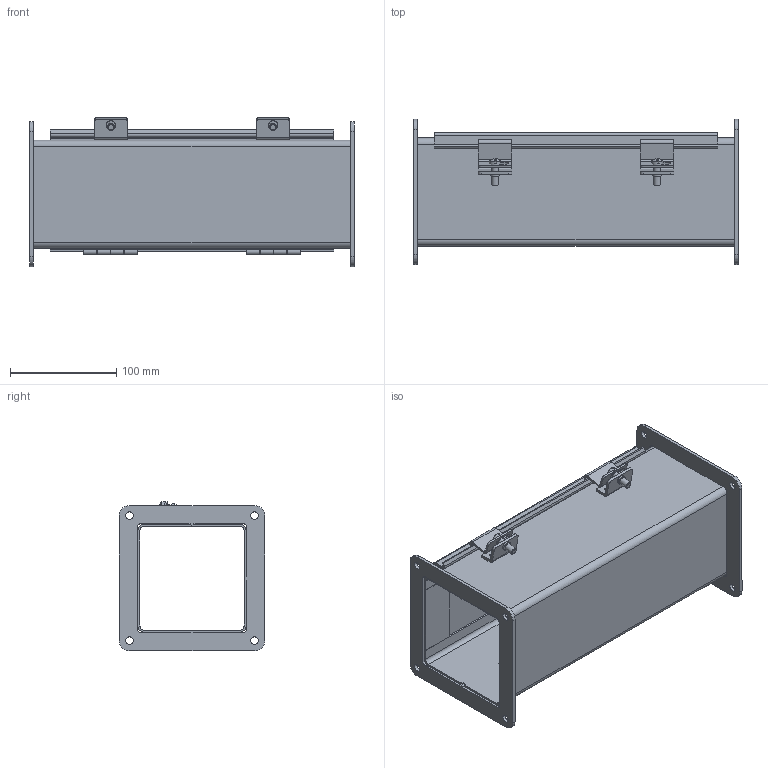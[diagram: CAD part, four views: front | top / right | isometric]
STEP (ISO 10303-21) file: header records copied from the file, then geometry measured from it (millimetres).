
FILE_DESCRIPTION((''),'2;1');
FILE_NAME('SSJW41.stp','2013-01-02T08:03:47',('kadelman'),(''),'Autodesk Inventor 2012','Autodesk Inventor 2012','');
FILE_SCHEMA(('AUTOMOTIVE_DESIGN { 1 0 10303 214 1 1 1 1 }'));
Length unit declared in the file: inch
Products named in the file (12): SSJW-assm; SSJW41BTB; SSJW4SPC; SSJW41LID; H6050527; H6050527T; H6050527L; H6050527P; SSJW4RINGP; C2002; 372135; C2001
Assembly tree (17 placements, depth 3):
  SSJW-assm
    SSJW41BTB
    SSJW4SPC  x2
    SSJW41LID
    H6050527  x2
      H6050527T
      H6050527L
      H6050527P
    SSJW4RINGP  x2
    C2002  x2
    372135  x2
    C2001  x2
Bounding box: 304.8 x 136.53 x 140.63 mm (x, y, z)
Volume: 327934.6 mm3; surface area: 339878.7 mm2
Topology: 18 solids, 18 shells, 334 faces, 852 edges, 564 vertices
Faces by surface type: plane 218, cylinder 100, torus 8, cone 4, sphere 4
Full cylindrical faces by diameter (mm): 2.794 x8, 3.048 x2, 3.302 x8, 4.978 x2, 6.35 x2, 7.144 x8, 7.95 x4, 8.738 x2, 10.402 x2
Entity records: 6528 total; most frequent: DIRECTION 1077, CARTESIAN_POINT 1057, ORIENTED_EDGE 978, EDGE_CURVE 489, AXIS2_PLACEMENT_3D 360, VECTOR 357, LINE 357, VERTEX_POINT 340
